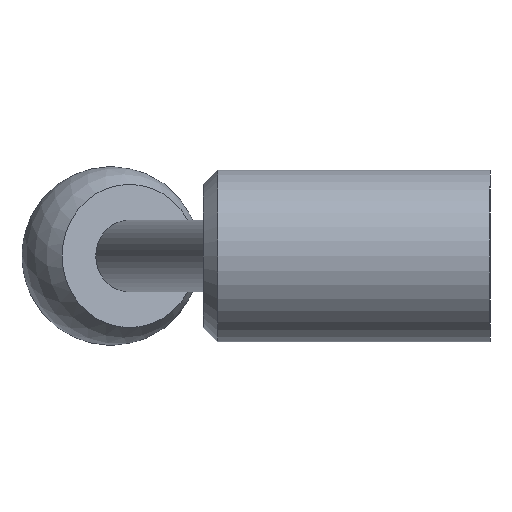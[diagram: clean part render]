
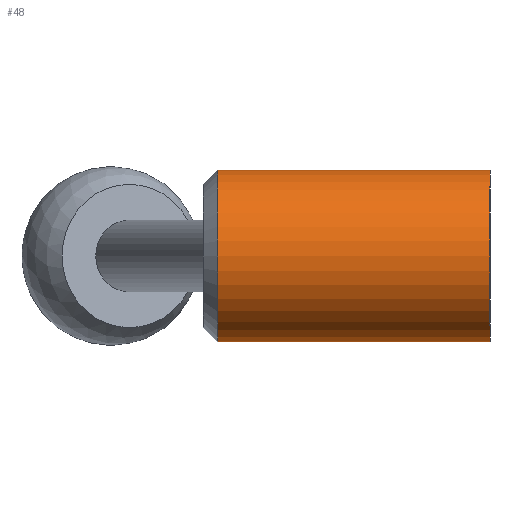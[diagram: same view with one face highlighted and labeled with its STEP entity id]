
A CAD part, left-side view. The second image highlights one B-rep face of the part: STEP entity #48.
In plain terms, the highlighted cylindrical face has radius 12 mm (diameter 24 mm), a full revolution.
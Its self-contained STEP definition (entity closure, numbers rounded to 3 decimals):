
#48 = ADVANCED_FACE( '', ( #100, #101, #102 ), #103, .T. );
#100 = FACE_OUTER_BOUND( '', #153, .T. );
#101 = FACE_BOUND( '', #154, .T. );
#102 = FACE_OUTER_BOUND( '', #155, .T. );
#103 = CYLINDRICAL_SURFACE( '', #156, 12. );
#153 = EDGE_LOOP( '', ( #212 ) );
#154 = EDGE_LOOP( '', ( #213 ) );
#155 = EDGE_LOOP( '', ( #214 ) );
#156 = AXIS2_PLACEMENT_3D( '', #215, #216, #217 );
#212 = ORIENTED_EDGE( '', *, *, #254, .F. );
#213 = ORIENTED_EDGE( '', *, *, #268, .F. );
#214 = ORIENTED_EDGE( '', *, *, #258, .T. );
#215 = CARTESIAN_POINT( '', ( 0., 0., 0. ) );
#216 = DIRECTION( '', ( 0., 1., 0. ) );
#217 = DIRECTION( '', ( 0., 0., -1. ) );
#254 = EDGE_CURVE( '', #282, #282, #283, .T. );
#258 = EDGE_CURVE( '', #288, #288, #289, .T. );
#268 = EDGE_CURVE( '', #302, #302, #303, .T. );
#282 = VERTEX_POINT( '', #318 );
#283 = CIRCLE( '', #319, 12. );
#288 = VERTEX_POINT( '', #324 );
#289 = CIRCLE( '', #325, 12. );
#302 = VERTEX_POINT( '', #338 );
#303 = B_SPLINE_CURVE_WITH_KNOTS( '', 3, ( #339, #340, #341, #342, #343, #344, #345, #346, #347, #348, #349, #350, #351, #352, #353, #354, #355, #356, #357, #358, #359, #360, #361, #362, #363, #364, #365, #366, #367, #368, #369, #370, #371, #372, #373, #374, #375, #376, #377, #378, #379, #380, #381, #382, #383, #384, #385, #386, #387, #388, #389, #390, #391, #392, #393, #394, #395, #396, #397, #398, #399, #400, #401, #402, #403, #404, #405, #406, #407, #408, #409, #410, #411, #412 ), .UNSPECIFIED., .T., .F., ( 2, 2, 2, 2, 2, 2, 2, 2, 2, 2, 2, 2, 2, 2, 2, 2, 2, 2, 2, 2, 2, 2, 2, 2, 2, 2, 2, 2, 2, 2, 2, 2, 2, 2, 2, 2, 2, 2, 2 ), ( -0.001, 0., 0.001, 0.002, 0.003, 0.004, 0.005, 0.006, 0.006, 0.007, 0.008, 0.009, 0.01, 0.011, 0.012, 0.013, 0.013, 0.014, 0.015, 0.016, 0.016, 0.017, 0.018, 0.018, 0.019, 0.02, 0.021, 0.022, 0.023, 0.024, 0.025, 0.026, 0.027, 0.028, 0.029, 0.03, 0.031, 0.032, 0.033 ), .UNSPECIFIED. );
#318 = CARTESIAN_POINT( '', ( 0., 0., -12. ) );
#319 = AXIS2_PLACEMENT_3D( '', #449, #450, #451 );
#324 = CARTESIAN_POINT( '', ( 0., 38., -12. ) );
#325 = AXIS2_PLACEMENT_3D( '', #455, #456, #457 );
#338 = CARTESIAN_POINT( '', ( 10.909, 32., -5. ) );
#339 = CARTESIAN_POINT( '', ( 10.909, 31.666, -5. ) );
#340 = CARTESIAN_POINT( '', ( 10.909, 32.334, -5. ) );
#341 = CARTESIAN_POINT( '', ( 10.924, 32.662, -4.967 ) );
#342 = CARTESIAN_POINT( '', ( 10.982, 33.306, -4.838 ) );
#343 = CARTESIAN_POINT( '', ( 11.025, 33.625, -4.74 ) );
#344 = CARTESIAN_POINT( '', ( 11.13, 34.229, -4.488 ) );
#345 = CARTESIAN_POINT( '', ( 11.192, 34.514, -4.334 ) );
#346 = CARTESIAN_POINT( '', ( 11.325, 35.054, -3.972 ) );
#347 = CARTESIAN_POINT( '', ( 11.397, 35.307, -3.764 ) );
#348 = CARTESIAN_POINT( '', ( 11.537, 35.762, -3.309 ) );
#349 = CARTESIAN_POINT( '', ( 11.607, 35.969, -3.058 ) );
#350 = CARTESIAN_POINT( '', ( 11.737, 36.333, -2.516 ) );
#351 = CARTESIAN_POINT( '', ( 11.795, 36.487, -2.23 ) );
#352 = CARTESIAN_POINT( '', ( 11.868, 36.675, -1.78 ) );
#353 = CARTESIAN_POINT( '', ( 11.89, 36.731, -1.626 ) );
#354 = CARTESIAN_POINT( '', ( 11.929, 36.828, -1.311 ) );
#355 = CARTESIAN_POINT( '', ( 11.946, 36.869, -1.149 ) );
#356 = CARTESIAN_POINT( '', ( 11.986, 36.967, -0.663 ) );
#357 = CARTESIAN_POINT( '', ( 12., 37., -0.336 ) );
#358 = CARTESIAN_POINT( '', ( 12., 37., 0.325 ) );
#359 = CARTESIAN_POINT( '', ( 11.986, 36.967, 0.66 ) );
#360 = CARTESIAN_POINT( '', ( 11.933, 36.838, 1.305 ) );
#361 = CARTESIAN_POINT( '', ( 11.894, 36.742, 1.62 ) );
#362 = CARTESIAN_POINT( '', ( 11.795, 36.488, 2.229 ) );
#363 = CARTESIAN_POINT( '', ( 11.737, 36.333, 2.515 ) );
#364 = CARTESIAN_POINT( '', ( 11.608, 35.972, 3.054 ) );
#365 = CARTESIAN_POINT( '', ( 11.538, 35.763, 3.308 ) );
#366 = CARTESIAN_POINT( '', ( 11.397, 35.306, 3.765 ) );
#367 = CARTESIAN_POINT( '', ( 11.326, 35.058, 3.969 ) );
#368 = CARTESIAN_POINT( '', ( 11.226, 34.653, 4.241 ) );
#369 = CARTESIAN_POINT( '', ( 11.193, 34.513, 4.326 ) );
#370 = CARTESIAN_POINT( '', ( 11.132, 34.225, 4.48 ) );
#371 = CARTESIAN_POINT( '', ( 11.104, 34.079, 4.55 ) );
#372 = CARTESIAN_POINT( '', ( 11.026, 33.629, 4.738 ) );
#373 = CARTESIAN_POINT( '', ( 10.983, 33.317, 4.835 ) );
#374 = CARTESIAN_POINT( '', ( 10.924, 32.665, 4.967 ) );
#375 = CARTESIAN_POINT( '', ( 10.909, 32.335, 5. ) );
#376 = CARTESIAN_POINT( '', ( 10.909, 31.842, 5. ) );
#377 = CARTESIAN_POINT( '', ( 10.912, 31.677, 4.992 ) );
#378 = CARTESIAN_POINT( '', ( 10.927, 31.347, 4.96 ) );
#379 = CARTESIAN_POINT( '', ( 10.938, 31.181, 4.935 ) );
#380 = CARTESIAN_POINT( '', ( 10.982, 30.695, 4.838 ) );
#381 = CARTESIAN_POINT( '', ( 11.024, 30.382, 4.742 ) );
#382 = CARTESIAN_POINT( '', ( 11.103, 29.928, 4.553 ) );
#383 = CARTESIAN_POINT( '', ( 11.132, 29.779, 4.482 ) );
#384 = CARTESIAN_POINT( '', ( 11.193, 29.491, 4.328 ) );
#385 = CARTESIAN_POINT( '', ( 11.225, 29.352, 4.244 ) );
#386 = CARTESIAN_POINT( '', ( 11.324, 28.949, 3.974 ) );
#387 = CARTESIAN_POINT( '', ( 11.396, 28.697, 3.768 ) );
#388 = CARTESIAN_POINT( '', ( 11.538, 28.237, 3.308 ) );
#389 = CARTESIAN_POINT( '', ( 11.607, 28.032, 3.059 ) );
#390 = CARTESIAN_POINT( '', ( 11.735, 27.671, 2.522 ) );
#391 = CARTESIAN_POINT( '', ( 11.795, 27.513, 2.231 ) );
#392 = CARTESIAN_POINT( '', ( 11.893, 27.261, 1.627 ) );
#393 = CARTESIAN_POINT( '', ( 11.932, 27.165, 1.315 ) );
#394 = CARTESIAN_POINT( '', ( 11.986, 27.034, 0.669 ) );
#395 = CARTESIAN_POINT( '', ( 12., 27., 0.334 ) );
#396 = CARTESIAN_POINT( '', ( 12., 27., -0.326 ) );
#397 = CARTESIAN_POINT( '', ( 11.987, 27.032, -0.654 ) );
#398 = CARTESIAN_POINT( '', ( 11.933, 27.163, -1.308 ) );
#399 = CARTESIAN_POINT( '', ( 11.894, 27.259, -1.622 ) );
#400 = CARTESIAN_POINT( '', ( 11.796, 27.511, -2.225 ) );
#401 = CARTESIAN_POINT( '', ( 11.736, 27.668, -2.517 ) );
#402 = CARTESIAN_POINT( '', ( 11.608, 28.03, -3.056 ) );
#403 = CARTESIAN_POINT( '', ( 11.538, 28.235, -3.306 ) );
#404 = CARTESIAN_POINT( '', ( 11.397, 28.694, -3.765 ) );
#405 = CARTESIAN_POINT( '', ( 11.325, 28.946, -3.972 ) );
#406 = CARTESIAN_POINT( '', ( 11.192, 29.483, -4.332 ) );
#407 = CARTESIAN_POINT( '', ( 11.131, 29.768, -4.487 ) );
#408 = CARTESIAN_POINT( '', ( 11.025, 30.377, -4.741 ) );
#409 = CARTESIAN_POINT( '', ( 10.982, 30.69, -4.837 ) );
#410 = CARTESIAN_POINT( '', ( 10.924, 31.333, -4.966 ) );
#411 = CARTESIAN_POINT( '', ( 10.909, 31.666, -5. ) );
#412 = CARTESIAN_POINT( '', ( 10.909, 32.334, -5. ) );
#449 = CARTESIAN_POINT( '', ( 0., 0., 0. ) );
#450 = DIRECTION( '', ( 0., -1., 0. ) );
#451 = DIRECTION( '', ( 0., 0., -1. ) );
#455 = CARTESIAN_POINT( '', ( 0., 38., 0. ) );
#456 = DIRECTION( '', ( 0., -1., 0. ) );
#457 = DIRECTION( '', ( 0., 0., -1. ) );
